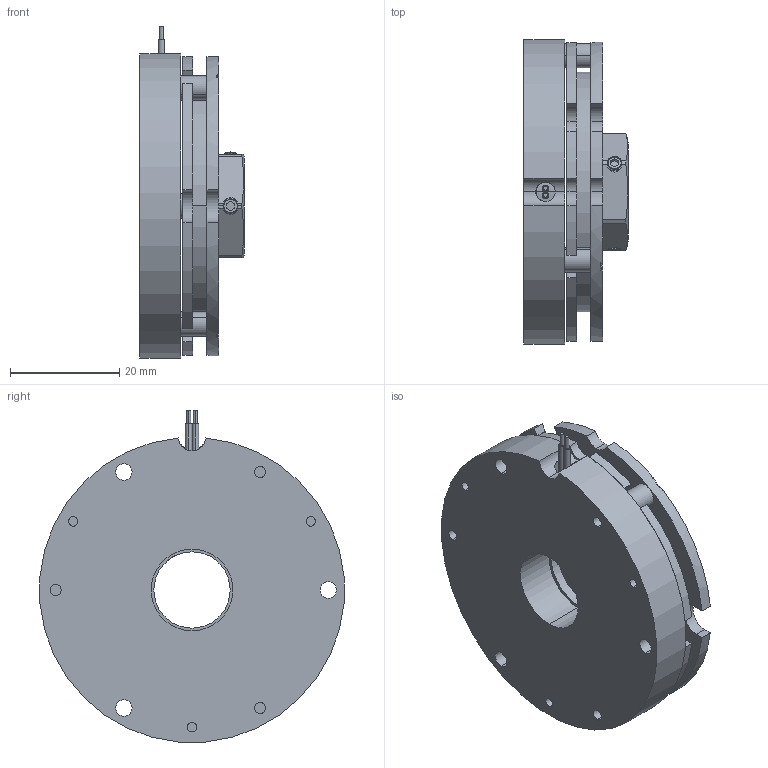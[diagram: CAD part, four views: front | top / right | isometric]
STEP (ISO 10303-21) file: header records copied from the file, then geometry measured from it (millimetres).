
FILE_DESCRIPTION (( 'STEP AP214' ), '1' );
FILE_NAME ('UTSEB-221-24-M14.STEP', '2018-06-22T12:08:39', ( 'User' ), ( '' ), 'SwSTEP 2.0', 'SolidWorks 2018', '' );
FILE_SCHEMA (( 'AUTOMOTIVE_DESIGN' ));
Length unit declared in the file: millimetre
Products named in the file (1): UTSEB-221-24-M14
Bounding box: 19.16 x 55.79 x 60.91 mm (x, y, z)
Volume: 28062.2 mm3; surface area: 23811.1 mm2
Topology: 14 solids, 14 shells, 320 faces, 809 edges, 523 vertices
Faces by surface type: cylinder 132, plane 120, cone 56, torus 12
Entity records: 13701 total; most frequent: CARTESIAN_POINT 1980, DIRECTION 1764, ORIENTED_EDGE 1618, EDGE_CURVE 809, AXIS2_PLACEMENT_3D 675, VERTEX_POINT 523, LINE 414, VECTOR 414
